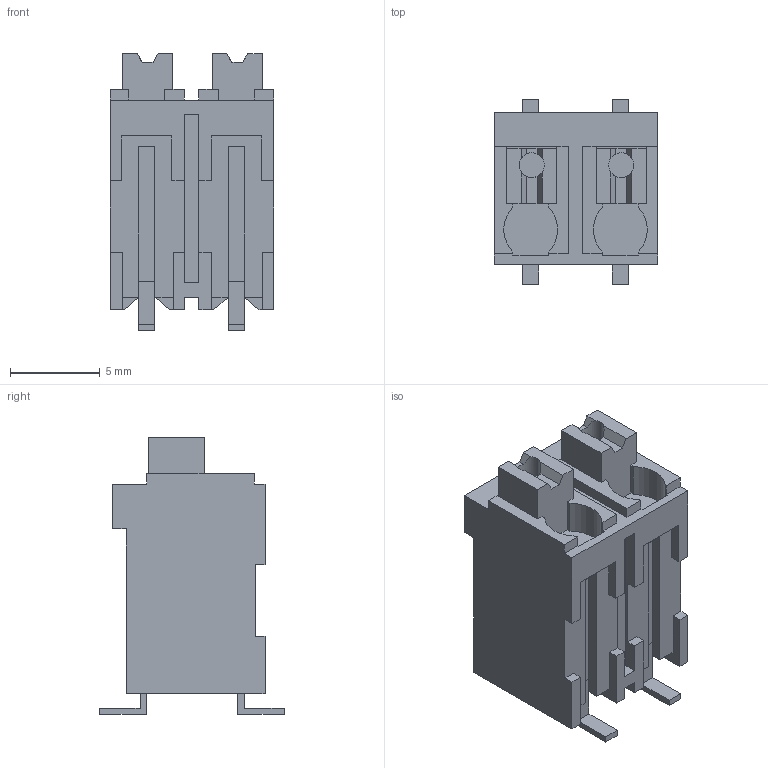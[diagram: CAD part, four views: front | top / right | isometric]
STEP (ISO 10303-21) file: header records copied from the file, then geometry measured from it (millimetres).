
FILE_DESCRIPTION(('CATIA V5 STEP Exchange','CAx-IF Rec.Pracs.--- Model Styling and Organization---1.2---2011-12-15'),'2;1');
FILE_NAME ('D1452217_0_1473560000_1473560000.stp','2018-03-29T12:28:05+00:00',('none'),('Weidmueller'),'CATIA Version 5-6 Release 2014','CATIA V5 STEP AP214','none');
FILE_SCHEMA(('AUTOMOTIVE_DESIGN { 1 0 10303 214 1 1 1 1 }'));
Length unit declared in the file: millimetre
Products named in the file (1): 1473560000
Bounding box: 9.15 x 10.3 x 15.46 mm (x, y, z)
Volume: 749.8 mm3; surface area: 933.2 mm2
Topology: 7 solids, 7 shells, 186 faces, 510 edges, 338 vertices
Faces by surface type: plane 178, cylinder 8
Entity records: 5798 total; most frequent: CARTESIAN_POINT 1057, ORIENTED_EDGE 1020, DIRECTION 795, EDGE_CURVE 510, VECTOR 478, LINE 478, VERTEX_POINT 338, ADVANCED_FACE 186
